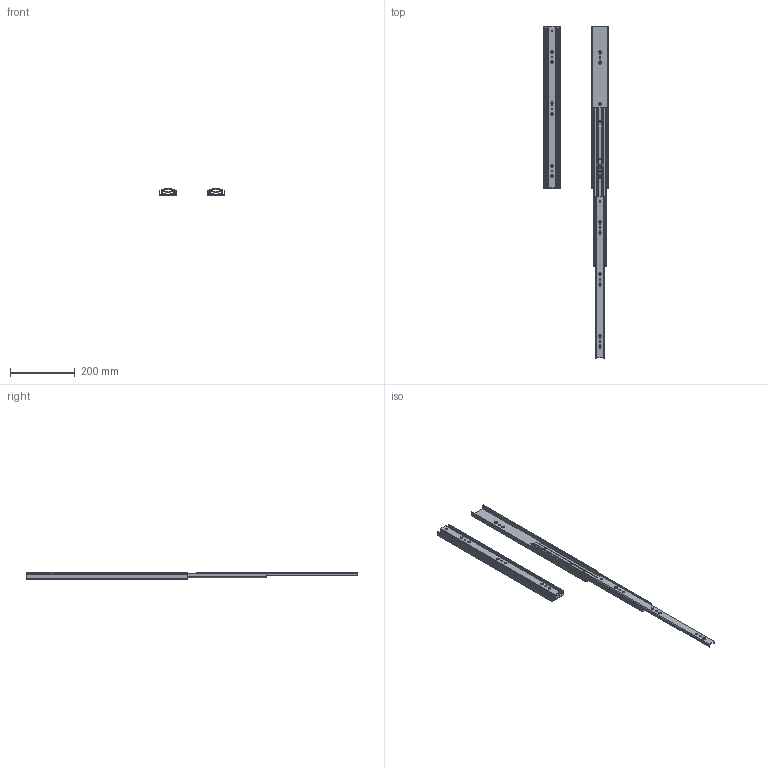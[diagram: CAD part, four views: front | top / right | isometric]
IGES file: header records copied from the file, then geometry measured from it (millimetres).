
Start section: SolidWorks IGES file using analytic representation for surfaces
Global section: file name: TSS5319-500.IGS; native system: SolidWorks 2015; preprocessor: SolidWorks 2015; author: mFritsch; date: 190606.115102; units: millimetre
Bounding box: 202.13 x 1025.25 x 19 mm (x, y, z)
Surface area: 371174.6 mm2 (no closed solid volume)
Topology: 0 solids, 0 shells, 692 faces, 9408 edges, 9408 vertices
Faces by surface type: revolution 400, bspline 292
